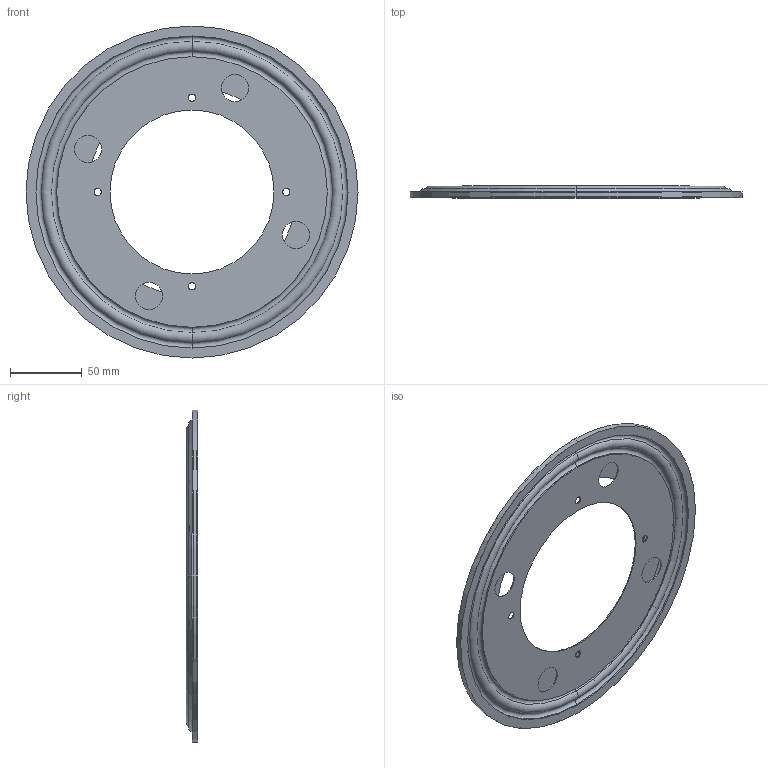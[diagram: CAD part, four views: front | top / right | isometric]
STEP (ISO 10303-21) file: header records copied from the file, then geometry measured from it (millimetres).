
FILE_DESCRIPTION (( 'STEP AP203' ), '1' );
FILE_NAME ('1544T2.step', '2011-06-01T16:10:59', ( 't2jrg' ), ( 'Microsoft' ), 'SwSTEP 2.0', 'SolidWorks 2009', '' );
FILE_SCHEMA (( 'CONFIG_CONTROL_DESIGN' ));
Length unit declared in the file: inch
Products named in the file (1): 1544T2
Bounding box: 231.52 x 8.13 x 231.52 mm (x, y, z)
Volume: 49848.2 mm3; surface area: 134933.1 mm2
Topology: 11 solids, 11 shells, 110 faces, 279 edges, 181 vertices
Faces by surface type: cylinder 56, torus 20, sphere 18, plane 12, cone 4
Entity records: 3195 total; most frequent: DIRECTION 630, CARTESIAN_POINT 499, ORIENTED_EDGE 468, AXIS2_PLACEMENT_3D 285, EDGE_CURVE 234, CIRCLE 174, VERTEX_POINT 154, EDGE_LOOP 154
